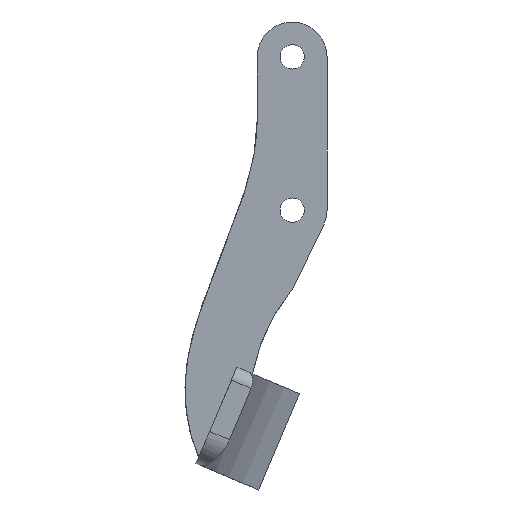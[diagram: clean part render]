
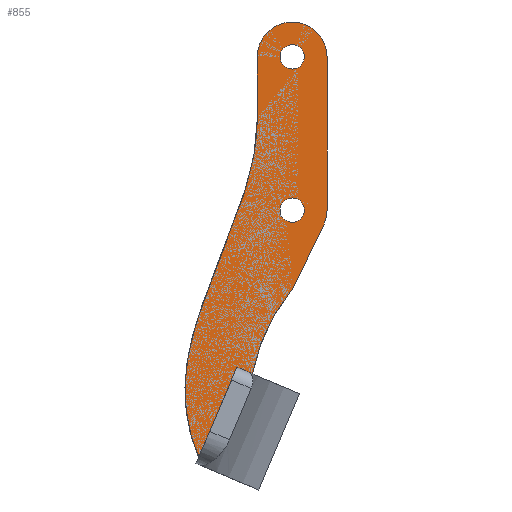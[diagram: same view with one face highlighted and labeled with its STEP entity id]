
A CAD part, left-side view. The second image highlights one B-rep face of the part: STEP entity #855.
In plain terms, the highlighted planar face has unit normal (-1, 0, 0).
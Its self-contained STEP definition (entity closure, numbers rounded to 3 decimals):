
#17=FACE_BOUND('',#120,.T.);
#18=FACE_BOUND('',#121,.T.);
#38=PLANE('',#941);
#73=FACE_OUTER_BOUND('',#119,.T.);
#119=EDGE_LOOP('',(#691,#692,#693,#694,#695,#696,#697,#698,#699));
#120=EDGE_LOOP('',(#700));
#121=EDGE_LOOP('',(#701));
#167=CIRCLE('',#942,5.);
#168=CIRCLE('',#943,5.);
#169=CIRCLE('',#944,1.75);
#170=CIRCLE('',#945,1.75);
#204=LINE('',#1375,#277);
#215=LINE('',#1408,#288);
#222=LINE('',#1429,#295);
#223=LINE('',#1433,#296);
#224=LINE('',#1436,#297);
#277=VECTOR('',#1046,10.);
#288=VECTOR('',#1075,10.);
#295=VECTOR('',#1098,9.895);
#296=VECTOR('',#1101,22.);
#297=VECTOR('',#1104,8.695);
#339=B_SPLINE_CURVE_WITH_KNOTS('',3,(#1339,#1340,#1341,#1342),
 .UNSPECIFIED.,.F.,.F.,(4,4),(0.023,1.),.UNSPECIFIED.);
#343=B_SPLINE_CURVE_WITH_KNOTS('',2,(#1425,#1426,#1427),.UNSPECIFIED.,.F.,
 .F.,(3,3),(0.,0.653),.UNSPECIFIED.);
#377=VERTEX_POINT('',#1333);
#378=VERTEX_POINT('',#1338);
#388=VERTEX_POINT('',#1373);
#395=VERTEX_POINT('',#1401);
#397=VERTEX_POINT('',#1424);
#398=VERTEX_POINT('',#1428);
#399=VERTEX_POINT('',#1430);
#400=VERTEX_POINT('',#1432);
#401=VERTEX_POINT('',#1434);
#402=VERTEX_POINT('',#1437);
#403=VERTEX_POINT('',#1439);
#466=EDGE_CURVE('',#377,#378,#339,.T.);
#480=EDGE_CURVE('',#377,#388,#204,.T.);
#495=EDGE_CURVE('',#388,#395,#215,.T.);
#503=EDGE_CURVE('',#397,#395,#343,.T.);
#504=EDGE_CURVE('',#398,#397,#222,.T.);
#505=EDGE_CURVE('',#399,#398,#167,.T.);
#506=EDGE_CURVE('',#400,#399,#223,.T.);
#507=EDGE_CURVE('',#401,#400,#168,.T.);
#508=EDGE_CURVE('',#401,#378,#224,.T.);
#509=EDGE_CURVE('',#402,#402,#169,.T.);
#510=EDGE_CURVE('',#403,#403,#170,.T.);
#691=ORIENTED_EDGE('',*,*,#480,.T.);
#692=ORIENTED_EDGE('',*,*,#495,.T.);
#693=ORIENTED_EDGE('',*,*,#503,.F.);
#694=ORIENTED_EDGE('',*,*,#504,.F.);
#695=ORIENTED_EDGE('',*,*,#505,.F.);
#696=ORIENTED_EDGE('',*,*,#506,.F.);
#697=ORIENTED_EDGE('',*,*,#507,.F.);
#698=ORIENTED_EDGE('',*,*,#508,.T.);
#699=ORIENTED_EDGE('',*,*,#466,.F.);
#700=ORIENTED_EDGE('',*,*,#509,.T.);
#701=ORIENTED_EDGE('',*,*,#510,.T.);
#855=ADVANCED_FACE('',(#73,#17,#18),#38,.F.);
#941=AXIS2_PLACEMENT_3D('',#1423,#1096,#1097);
#942=AXIS2_PLACEMENT_3D('',#1431,#1099,#1100);
#943=AXIS2_PLACEMENT_3D('',#1435,#1102,#1103);
#944=AXIS2_PLACEMENT_3D('',#1438,#1105,#1106);
#945=AXIS2_PLACEMENT_3D('',#1440,#1107,#1108);
#1046=DIRECTION('',(0.,-0.39,0.921));
#1075=DIRECTION('',(0.,-0.921,-0.39));
#1096=DIRECTION('center_axis',(1.,0.,0.));
#1097=DIRECTION('ref_axis',(0.,0.,-1.));
#1098=DIRECTION('',(0.,0.437,-0.9));
#1099=DIRECTION('center_axis',(1.,0.,0.));
#1100=DIRECTION('ref_axis',(0.,0.,-1.));
#1101=DIRECTION('',(0.,0.,-1.));
#1102=DIRECTION('center_axis',(1.,0.,0.));
#1103=DIRECTION('ref_axis',(0.,0.,-1.));
#1104=DIRECTION('',(0.,0.,-1.));
#1105=DIRECTION('center_axis',(1.,0.,0.));
#1106=DIRECTION('ref_axis',(0.,0.,-1.));
#1107=DIRECTION('center_axis',(1.,0.,0.));
#1108=DIRECTION('ref_axis',(0.,0.,-1.));
#1333=CARTESIAN_POINT('',(0.,18.436,-62.52));
#1338=CARTESIAN_POINT('',(0.,10.,-13.695));
#1339=CARTESIAN_POINT('Ctrl Pts',(0.,18.436,-62.52));
#1340=CARTESIAN_POINT('Ctrl Pts',(0.,25.806,-45.239));
#1341=CARTESIAN_POINT('Ctrl Pts',(0.,10.,-30.657));
#1342=CARTESIAN_POINT('Ctrl Pts',(0.,10.,-13.695));
#1373=CARTESIAN_POINT('',(0.,12.94,-49.552));
#1375=CARTESIAN_POINT('',(0.,4.517,-29.677));
#1401=CARTESIAN_POINT('',(0.,10.691,-50.505));
#1408=CARTESIAN_POINT('',(0.,14.055,-49.079));
#1423=CARTESIAN_POINT('Origin',(0.,0.,0.));
#1424=CARTESIAN_POINT('',(0.,4.824,-38.085));
#1425=CARTESIAN_POINT('Ctrl Pts',(0.,4.824,-38.085));
#1426=CARTESIAN_POINT('Ctrl Pts',(0.,9.442,-43.775));
#1427=CARTESIAN_POINT('Ctrl Pts',(0.,10.691,-50.505));
#1428=CARTESIAN_POINT('',(0.,0.502,-29.184));
#1429=CARTESIAN_POINT('',(0.,0.502,-29.184));
#1430=CARTESIAN_POINT('',(0.,0.,-27.));
#1431=CARTESIAN_POINT('Origin',(0.,5.,-27.));
#1432=CARTESIAN_POINT('',(0.,0.,-5.));
#1433=CARTESIAN_POINT('',(0.,0.,-5.));
#1434=CARTESIAN_POINT('',(0.,10.,-5.));
#1435=CARTESIAN_POINT('Origin',(0.,5.,-5.));
#1436=CARTESIAN_POINT('',(0.,10.,-5.));
#1437=CARTESIAN_POINT('',(0.,5.,-28.75));
#1438=CARTESIAN_POINT('Origin',(0.,5.,-27.));
#1439=CARTESIAN_POINT('',(0.,5.,-6.75));
#1440=CARTESIAN_POINT('Origin',(0.,5.,-5.));
